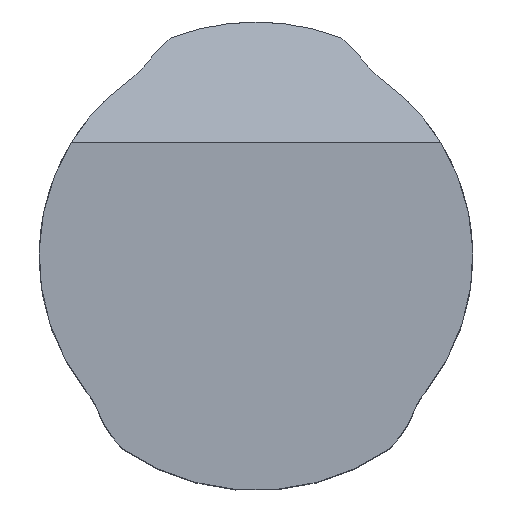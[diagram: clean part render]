
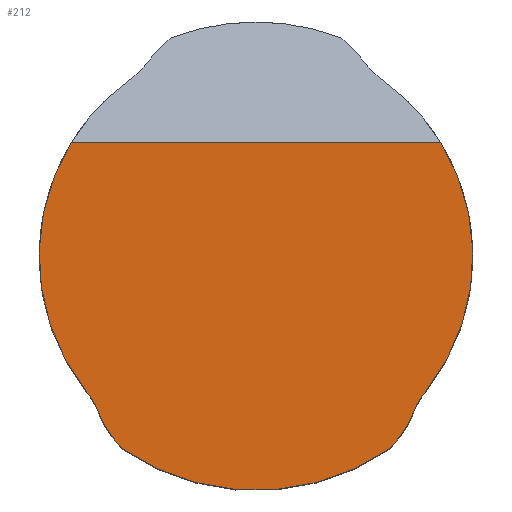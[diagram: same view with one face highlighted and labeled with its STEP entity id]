
A CAD part, top view. The second image highlights one B-rep face of the part: STEP entity #212.
In plain terms, the highlighted planar face has unit normal (0, 0, 1).
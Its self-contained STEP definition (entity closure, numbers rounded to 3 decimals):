
#109=EDGE_CURVE('Unnamed[1]',#315,#316,#317,.T.);
#125=EDGE_CURVE('Unnamed[1]',#316,#341,#342,.T.);
#158=EDGE_CURVE('Unnamed[1]',#393,#394,#395,.T.);
#165=EDGE_CURVE('Unnamed[1]',#394,#348,#403,.T.);
#202=EDGE_CURVE('Unnamed[1]',#348,#315,#455,.T.);
#212=ADVANCED_FACE('Unnamed[1]',(#470),#471,.T.);
#249=EDGE_CURVE('Unnamed[1]',#341,#477,#517,.T.);
#276=EDGE_CURVE('Unnamed[1]',#477,#307,#550,.T.);
#289=EDGE_CURVE('Unnamed[1]',#393,#307,#565,.T.);
#307=VERTEX_POINT('',#574);
#315=VERTEX_POINT('',#585);
#316=VERTEX_POINT('',#586);
#317=LINE('',#587,#588);
#341=VERTEX_POINT('',#618);
#342=CIRCLE('',#619,12.5);
#348=VERTEX_POINT('',#627);
#393=VERTEX_POINT('',#690);
#394=VERTEX_POINT('',#691);
#395=CIRCLE('',#692,6.0);
#403=CIRCLE('',#702,5.0);
#455=CIRCLE('',#772,12.5);
#470=FACE_OUTER_BOUND('',#791,.T.);
#471=PLANE('',#792);
#477=VERTEX_POINT('',#802);
#517=CIRCLE('',#858,5.0);
#550=CIRCLE('',#905,6.0);
#565=CIRCLE('',#927,13.5);
#574=CARTESIAN_POINT('',(-7.677,-11.105,17.));
#585=CARTESIAN_POINT('',(10.643,6.555,17.));
#586=CARTESIAN_POINT('',(-10.643,6.555,17.));
#587=CARTESIAN_POINT('',(0.,6.555,17.));
#588=VECTOR('',#938,1.0);
#618=CARTESIAN_POINT('',(-9.801,-7.758,17.));
#619=AXIS2_PLACEMENT_3D('',#981,#982,#983);
#627=CARTESIAN_POINT('',(9.801,-7.758,17.));
#690=CARTESIAN_POINT('',(7.677,-11.105,17.));
#691=CARTESIAN_POINT('',(9.076,-9.014,17.));
#692=AXIS2_PLACEMENT_3D('',#1027,#1028,#1029);
#702=AXIS2_PLACEMENT_3D('',#1034,#1035,#1036);
#772=AXIS2_PLACEMENT_3D('',#1104,#1105,#1106);
#791=EDGE_LOOP('',(#1124,#1125,#1126,#1127,#1128,#1129,#1130,#1131));
#792=AXIS2_PLACEMENT_3D('',#1132,#1133,#1134);
#802=CARTESIAN_POINT('',(-9.076,-9.014,17.));
#858=AXIS2_PLACEMENT_3D('',#1195,#1196,#1197);
#905=AXIS2_PLACEMENT_3D('',#1243,#1244,#1245);
#927=AXIS2_PLACEMENT_3D('',#1262,#1263,#1264);
#938=DIRECTION('',(-1.0,0.,0.));
#981=CARTESIAN_POINT('',(0.,0.,17.));
#982=DIRECTION('',(0.,0.,1.0));
#983=DIRECTION('',(1.0,0.,0.));
#1027=CARTESIAN_POINT('',(3.5,-6.797,17.));
#1028=DIRECTION('',(0.,0.,1.0));
#1029=DIRECTION('',(1.0,0.,0.));
#1034=CARTESIAN_POINT('',(13.722,-10.861,17.));
#1035=DIRECTION('',(0.,0.,-1.0));
#1036=DIRECTION('',(1.0,0.,0.));
#1104=CARTESIAN_POINT('',(0.,0.,17.));
#1105=DIRECTION('',(0.,0.,1.0));
#1106=DIRECTION('',(1.0,0.,0.));
#1124=ORIENTED_EDGE('',*,*,#125,.T.);
#1125=ORIENTED_EDGE('',*,*,#249,.T.);
#1126=ORIENTED_EDGE('',*,*,#276,.T.);
#1127=ORIENTED_EDGE('',*,*,#289,.F.);
#1128=ORIENTED_EDGE('',*,*,#158,.T.);
#1129=ORIENTED_EDGE('',*,*,#165,.T.);
#1130=ORIENTED_EDGE('',*,*,#202,.T.);
#1131=ORIENTED_EDGE('',*,*,#109,.T.);
#1132=CARTESIAN_POINT('',(0.,6.75,17.));
#1133=DIRECTION('',(0.,0.,1.0));
#1134=DIRECTION('',(0.,-1.0,0.));
#1195=CARTESIAN_POINT('',(-13.722,-10.861,17.));
#1196=DIRECTION('',(0.,0.,-1.0));
#1197=DIRECTION('',(1.0,0.,0.));
#1243=CARTESIAN_POINT('',(-3.5,-6.797,17.));
#1244=DIRECTION('',(0.,0.,1.0));
#1245=DIRECTION('',(1.0,0.,0.));
#1262=CARTESIAN_POINT('',(0.,0.,17.));
#1263=DIRECTION('',(0.,0.,-1.0));
#1264=DIRECTION('',(0.,1.0,0.));
